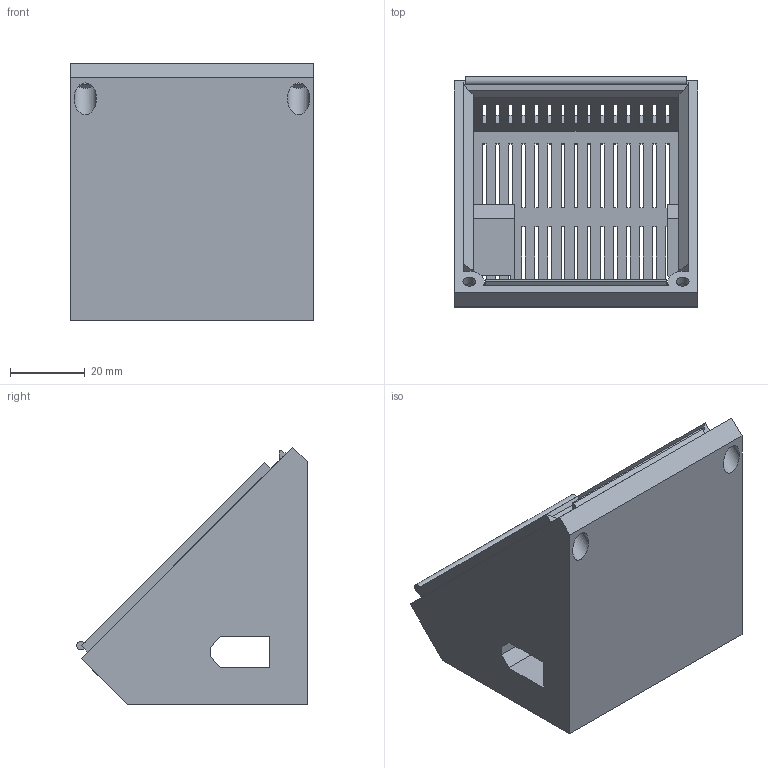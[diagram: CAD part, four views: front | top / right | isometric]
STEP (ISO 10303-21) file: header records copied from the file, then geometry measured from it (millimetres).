
FILE_DESCRIPTION(/* description */ (''),/* implementation_level */ '2;1');
FILE_NAME(/* name */ 'Template_separe v1.step',/* time_stamp */ '2022-02-09T19:59:10+01:00',/* author */ (''),/* organization */ (''),/* preprocessor_version */ 'ST-DEVELOPER v18.1',/* originating_system */ 'Autodesk Translation Framework v10.13.0.1454',/* authorisation */ '');
FILE_SCHEMA (('AUTOMOTIVE_DESIGN { 1 0 10303 214 3 1 1 }'));
Length unit declared in the file: millimetre
Products named in the file (2): Template_separe; Your Module
Assembly tree (1 placements, depth 2):
  Template_separe
    Your Module
Bounding box: 65 x 61.6 x 68.89 mm (x, y, z)
Volume: 34745 mm3; surface area: 33019.7 mm2
Topology: 1 solids, 1 shells, 287 faces, 825 edges, 544 vertices
Faces by surface type: plane 268, cylinder 19
Full cylindrical faces by diameter (mm): 3.4 x2, 6 x2
Entity records: 9476 total; most frequent: CARTESIAN_POINT 1659, ORIENTED_EDGE 1650, DIRECTION 1433, EDGE_CURVE 825, LINE 797, VECTOR 797, VERTEX_POINT 544, EDGE_LOOP 403
